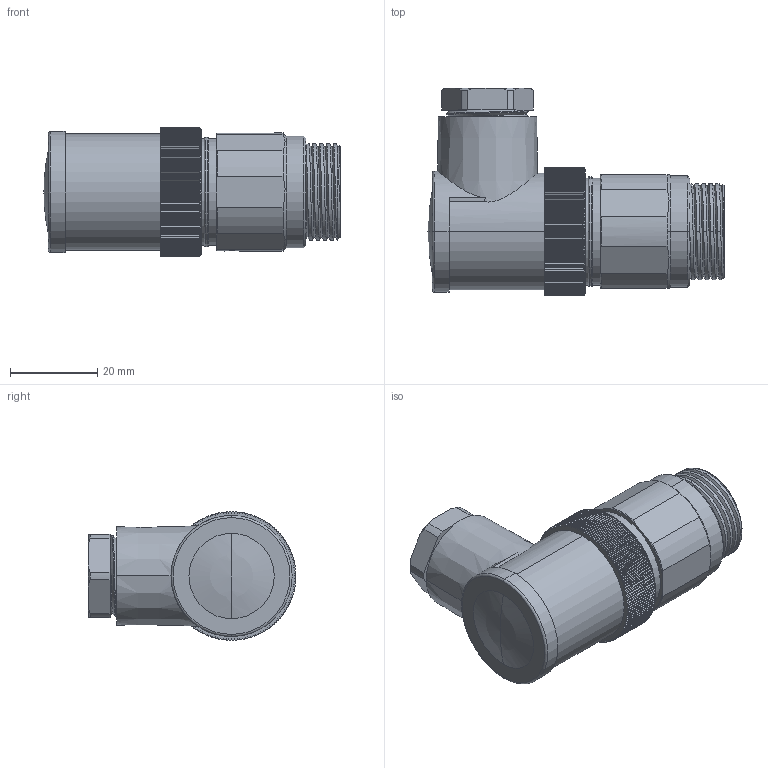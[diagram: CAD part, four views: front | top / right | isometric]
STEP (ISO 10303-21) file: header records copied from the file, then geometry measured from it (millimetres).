
FILE_DESCRIPTION(/* description */ (''),/* implementation_level */ '2;1');
FILE_NAME(/* name */ 'MLZ4212-0-11.stp',/* time_stamp */ '2019-04-22T11:58:01+08:00',/* author */ (''),/* organization */ (''),/* preprocessor_version */ 'ST-DEVELOPER v15',/* originating_system */ 'SIEMENS PLM Software NX 9.0',/* authorisation */ '');
FILE_SCHEMA (('CONFIG_CONTROL_DESIGN'));
Length unit declared in the file: millimetre
Products named in the file (1): MLZ4212-0-11
Bounding box: 67.73 x 47.5 x 29.4 mm (x, y, z)
Volume: 41877.2 mm3; surface area: 11915.3 mm2
Topology: 1 solids, 1 shells, 591 faces, 1682 edges, 1104 vertices
Faces by surface type: plane 326, cylinder 203, cone 27, torus 18, sphere 10, bspline 7
Full cylindrical faces by diameter (mm): 24.4 x1, 24.5 x2
Entity records: 23888 total; most frequent: CARTESIAN_POINT 8816, ORIENTED_EDGE 3338, DIRECTION 2913, EDGE_CURVE 1669, VERTEX_POINT 1105, AXIS2_PLACEMENT_3D 1041, LINE 831, VECTOR 831
